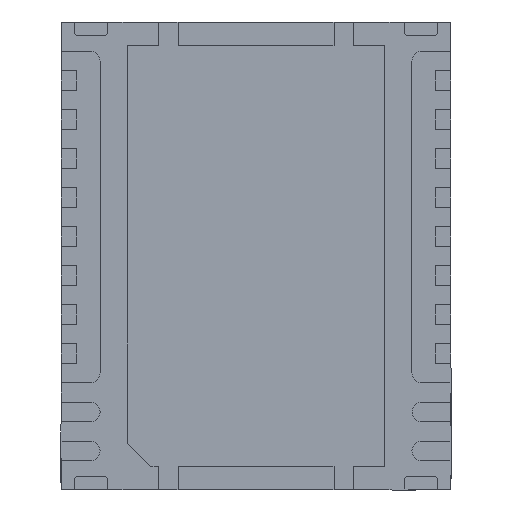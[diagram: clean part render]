
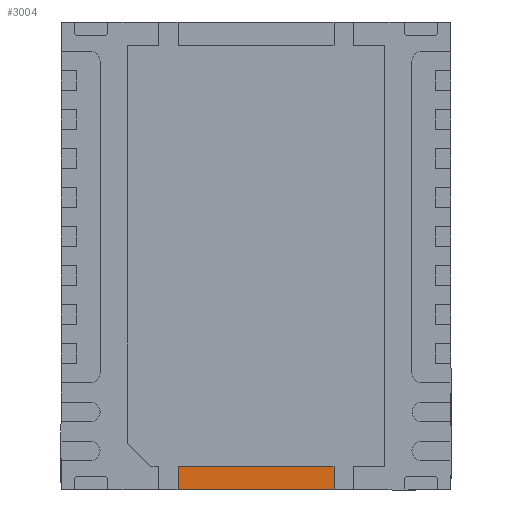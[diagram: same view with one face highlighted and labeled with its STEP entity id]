
A CAD part, front view. The second image highlights one B-rep face of the part: STEP entity #3004.
In plain terms, the highlighted planar face has unit normal (0, -1, 0).
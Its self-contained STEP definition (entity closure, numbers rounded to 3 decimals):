
#93 = CARTESIAN_POINT ( 'NONE',  ( -1., 0.05, -3. ) ) ;
#355 = CARTESIAN_POINT ( 'NONE',  ( -1., 0.05, -2.7 ) ) ;
#540 = LINE ( 'NONE', #1404, #6687 ) ;
#1374 = LINE ( 'NONE', #8278, #5636 ) ;
#1404 = CARTESIAN_POINT ( 'NONE',  ( -2.5, 0.05, -3. ) ) ;
#2137 = VERTEX_POINT ( 'NONE', #93 ) ;
#2236 = DIRECTION ( 'NONE',  ( -1., 0., 0. ) ) ;
#2261 = ORIENTED_EDGE ( 'NONE', *, *, #10873, .T. ) ;
#2389 = CARTESIAN_POINT ( 'NONE',  ( 1., 0.05, -3. ) ) ;
#2461 = EDGE_LOOP ( 'NONE', ( #4399, #8727, #2261, #4494 ) ) ;
#2782 = FACE_OUTER_BOUND ( 'NONE', #2461, .T. ) ;
#2792 = VERTEX_POINT ( 'NONE', #355 ) ;
#2893 = VERTEX_POINT ( 'NONE', #2389 ) ;
#3004 = ADVANCED_FACE ( 'NONE', ( #2782 ), #3521, .T. ) ;
#3083 = DIRECTION ( 'NONE',  ( -1., 0., 0. ) ) ;
#3521 = PLANE ( 'NONE',  #5260 ) ;
#4092 = DIRECTION ( 'NONE',  ( 0., 0., 1. ) ) ;
#4399 = ORIENTED_EDGE ( 'NONE', *, *, #10510, .F. ) ;
#4494 = ORIENTED_EDGE ( 'NONE', *, *, #6668, .T. ) ;
#4709 = LINE ( 'NONE', #6421, #5944 ) ;
#4788 = VERTEX_POINT ( 'NONE', #10882 ) ;
#5260 = AXIS2_PLACEMENT_3D ( 'NONE', #8687, #7892, #7193 ) ;
#5636 = VECTOR ( 'NONE', #6504, 1000. ) ;
#5944 = VECTOR ( 'NONE', #2236, 1000. ) ;
#6421 = CARTESIAN_POINT ( 'NONE',  ( 0., 0.05, -2.7 ) ) ;
#6504 = DIRECTION ( 'NONE',  ( 0., 0., -1. ) ) ;
#6668 = EDGE_CURVE ( 'NONE', #2792, #2137, #1374, .T. ) ;
#6687 = VECTOR ( 'NONE', #3083, 1000. ) ;
#6775 = CARTESIAN_POINT ( 'NONE',  ( 1., 0.05, 0. ) ) ;
#7193 = DIRECTION ( 'NONE',  ( 0., 0., -1. ) ) ;
#7892 = DIRECTION ( 'NONE',  ( 0., -1., 0. ) ) ;
#8278 = CARTESIAN_POINT ( 'NONE',  ( -1., 0.05, 0. ) ) ;
#8687 = CARTESIAN_POINT ( 'NONE',  ( 0., 0.05, 0. ) ) ;
#8727 = ORIENTED_EDGE ( 'NONE', *, *, #10601, .T. ) ;
#9384 = LINE ( 'NONE', #6775, #10507 ) ;
#10507 = VECTOR ( 'NONE', #4092, 1000. ) ;
#10510 = EDGE_CURVE ( 'NONE', #2893, #2137, #540, .T. ) ;
#10601 = EDGE_CURVE ( 'NONE', #2893, #4788, #9384, .T. ) ;
#10873 = EDGE_CURVE ( 'NONE', #4788, #2792, #4709, .T. ) ;
#10882 = CARTESIAN_POINT ( 'NONE',  ( 1., 0.05, -2.7 ) ) ;
